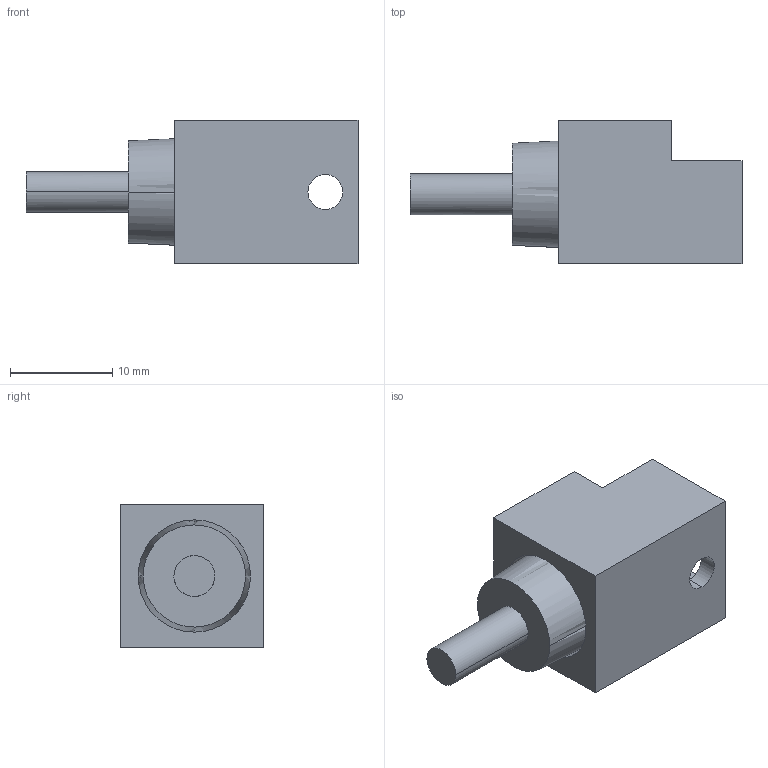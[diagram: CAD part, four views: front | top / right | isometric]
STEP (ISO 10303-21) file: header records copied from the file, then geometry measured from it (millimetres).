
FILE_DESCRIPTION (( 'STEP AP214' ), '1' );
FILE_NAME ('17830~0.STEP', '2018-01-29T06:47:13', ( '' ), ( '' ), 'SwSTEP 2.0', 'SolidWorks 2016', '' );
FILE_SCHEMA (( 'AUTOMOTIVE_DESIGN' ));
Length unit declared in the file: millimetre
Products named in the file (1): 17830~0
Bounding box: 32.5 x 14 x 14 mm (x, y, z)
Surface area: 2116.9 mm2 (no closed solid volume)
Topology: 0 solids, 2 shells, 27 faces, 74 edges, 52 vertices
Faces by surface type: plane 15, cylinder 12
Entity records: 1493 total; most frequent: CARTESIAN_POINT 496, ORIENTED_EDGE 144, DIRECTION 126, EDGE_CURVE 74, VERTEX_POINT 52, LINE 42, VECTOR 42, AXIS2_PLACEMENT_3D 42
